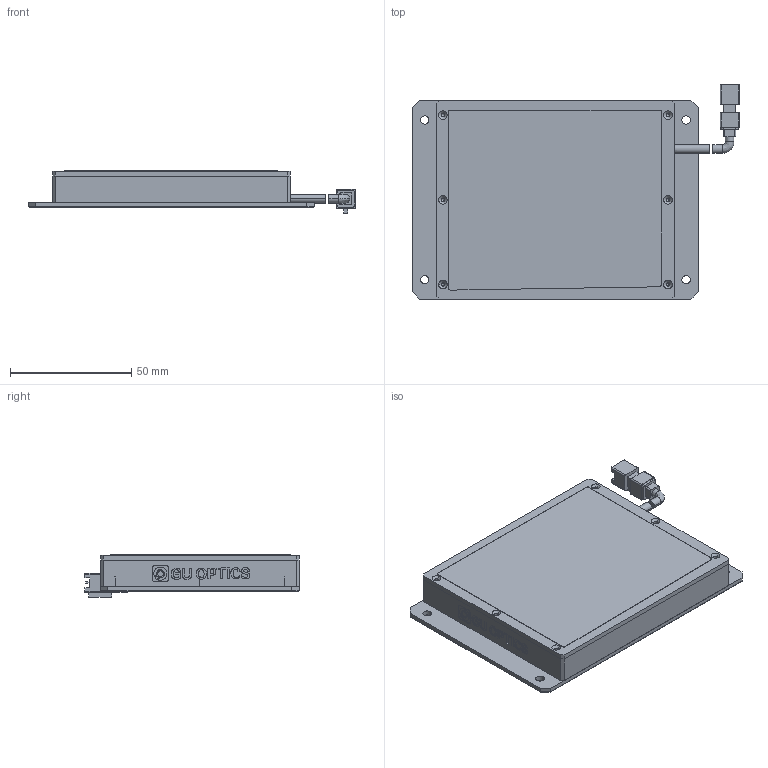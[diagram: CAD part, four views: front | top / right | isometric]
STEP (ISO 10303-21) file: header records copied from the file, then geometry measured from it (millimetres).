
FILE_DESCRIPTION (( 'STEP AP214' ), '1' );
FILE_NAME ('660404-B.STEP', '2019-03-05T08:15:55', ( 'user' ), ( 'ÔÆº£ ¼¼Êõ' ), 'SwSTEP 2.0', 'SolidWorks 2016', '' );
FILE_SCHEMA (( 'AUTOMOTIVE_DESIGN' ));
Length unit declared in the file: millimetre
Products named in the file (1): 660404-B
Bounding box: 135 x 88.5 x 17.6 mm (x, y, z)
Volume: 49971.5 mm3; surface area: 48553 mm2
Topology: 5 solids, 5 shells, 396 faces, 1023 edges, 652 vertices
Faces by surface type: plane 180, cylinder 106, bspline 61, cone 49
Entity records: 15653 total; most frequent: CARTESIAN_POINT 3079, ORIENTED_EDGE 1998, DIRECTION 1800, EDGE_CURVE 999, VERTEX_POINT 652, VECTOR 634, LINE 634, AXIS2_PLACEMENT_3D 583
